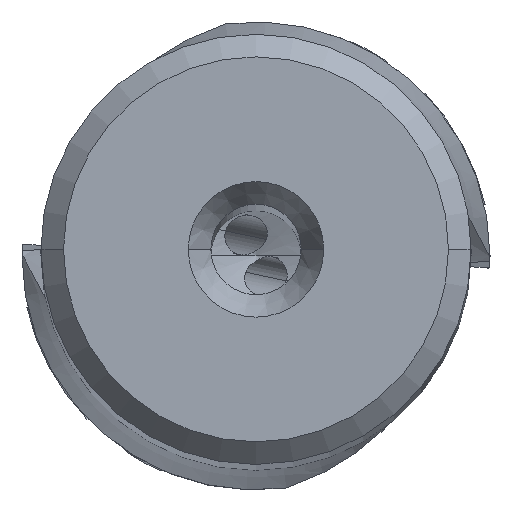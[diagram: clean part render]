
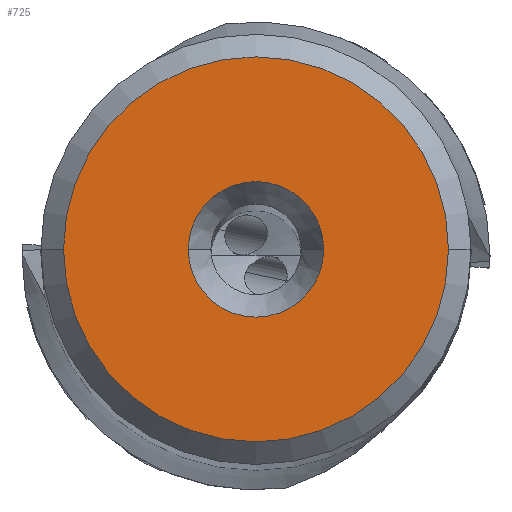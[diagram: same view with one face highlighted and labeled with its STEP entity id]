
A CAD part, top view. The second image highlights one B-rep face of the part: STEP entity #725.
In plain terms, the highlighted planar face has unit normal (0, 0, 1).
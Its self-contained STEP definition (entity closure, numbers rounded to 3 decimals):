
#59=FACE_BOUND('',#1219,.T.);
#60=FACE_BOUND('',#1220,.T.);
#211=PLANE('',#4676);
#725=ADVANCED_FACE('',(#59,#60),#211,.T.);
#1219=EDGE_LOOP('',(#2183,#2184,#2185,#2186));
#1220=EDGE_LOOP('',(#2187,#2188));
#1455=CIRCLE('',#4669,3.);
#1456=CIRCLE('',#4671,8.525);
#1457=CIRCLE('',#4672,8.525);
#1458=CIRCLE('',#4673,8.525);
#1459=CIRCLE('',#4674,8.525);
#1460=CIRCLE('',#4675,3.);
#2183=ORIENTED_EDGE('',*,*,#3759,.F.);
#2184=ORIENTED_EDGE('',*,*,#3760,.T.);
#2185=ORIENTED_EDGE('',*,*,#3761,.T.);
#2186=ORIENTED_EDGE('',*,*,#3762,.F.);
#2187=ORIENTED_EDGE('',*,*,#3763,.F.);
#2188=ORIENTED_EDGE('',*,*,#3758,.F.);
#3219=VERTEX_POINT('',#9920);
#3220=VERTEX_POINT('',#9922);
#3221=VERTEX_POINT('',#9926);
#3222=VERTEX_POINT('',#9927);
#3223=VERTEX_POINT('',#9929);
#3224=VERTEX_POINT('',#9931);
#3758=EDGE_CURVE('',#3220,#3219,#1455,.T.);
#3759=EDGE_CURVE('',#3221,#3222,#1456,.T.);
#3760=EDGE_CURVE('',#3221,#3223,#1457,.T.);
#3761=EDGE_CURVE('',#3223,#3224,#1458,.T.);
#3762=EDGE_CURVE('',#3222,#3224,#1459,.T.);
#3763=EDGE_CURVE('',#3219,#3220,#1460,.T.);
#4669=AXIS2_PLACEMENT_3D('',#9923,#5464,#5465);
#4671=AXIS2_PLACEMENT_3D('',#9925,#5468,#5469);
#4672=AXIS2_PLACEMENT_3D('',#9928,#5470,#5471);
#4673=AXIS2_PLACEMENT_3D('',#9930,#5472,#5473);
#4674=AXIS2_PLACEMENT_3D('',#9932,#5474,#5475);
#4675=AXIS2_PLACEMENT_3D('',#9933,#5476,#5477);
#4676=AXIS2_PLACEMENT_3D('',#9934,#5478,#5479);
#5464=DIRECTION('',(0.,0.,1.));
#5465=DIRECTION('',(1.,0.,0.));
#5468=DIRECTION('',(0.,0.,-1.));
#5469=DIRECTION('',(-1.,0.001,0.));
#5470=DIRECTION('',(0.,0.,1.));
#5471=DIRECTION('',(-1.,0.001,0.));
#5472=DIRECTION('',(0.,0.,1.));
#5473=DIRECTION('',(1.,-0.001,0.));
#5474=DIRECTION('',(0.,0.,-1.));
#5475=DIRECTION('',(1.,-0.001,0.));
#5476=DIRECTION('',(0.,0.,1.));
#5477=DIRECTION('',(-1.,0.,0.));
#5478=DIRECTION('',(0.,0.,1.));
#5479=DIRECTION('',(1.,0.,0.));
#9920=CARTESIAN_POINT('',(-3.,0.,0.));
#9922=CARTESIAN_POINT('',(3.,0.,0.));
#9923=CARTESIAN_POINT('',(0.,0.,0.));
#9925=CARTESIAN_POINT('',(0.,0.,0.));
#9926=CARTESIAN_POINT('',(-8.525,0.01,0.));
#9927=CARTESIAN_POINT('',(8.525,0.,0.));
#9928=CARTESIAN_POINT('',(0.,0.,0.));
#9929=CARTESIAN_POINT('',(-8.525,0.,0.));
#9930=CARTESIAN_POINT('',(0.,0.,0.));
#9931=CARTESIAN_POINT('',(8.525,-0.01,0.));
#9932=CARTESIAN_POINT('',(0.,0.,0.));
#9933=CARTESIAN_POINT('',(0.,0.,0.));
#9934=CARTESIAN_POINT('',(0.,0.,0.));
